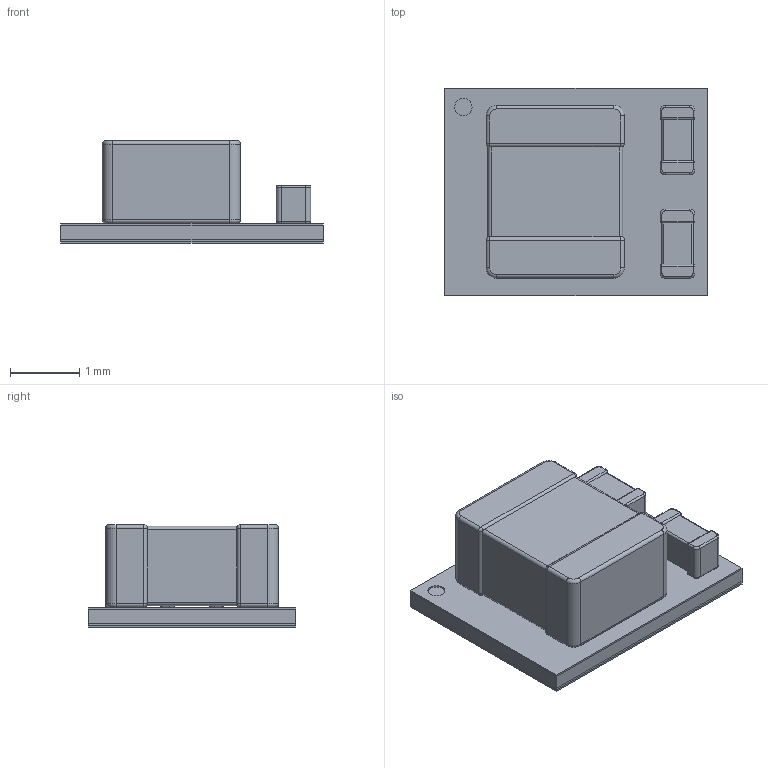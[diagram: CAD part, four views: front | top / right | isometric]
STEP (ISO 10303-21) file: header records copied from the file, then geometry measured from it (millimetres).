
FILE_DESCRIPTION((''),'2;1');
FILE_NAME('SIL0010A_ASM','2016-01-08T',('a0412025'),(''),'PRO/ENGINEER BY PARAMETRIC TECHNOLOGY CORPORATION, 2011490','PRO/ENGINEER BY PARAMETRIC TECHNOLOGY CORPORATION, 2011490','');
FILE_SCHEMA(('AUTOMOTIVE_DESIGN_CC2 { 1 2 10303 214 -1 1 5 2 }'));
Length unit declared in the file: millimetre
Products named in the file (11): SOLDERMASK-BTM-SIL0010A; METAL-SIP; SUBSTRATE-SIP; SOLDERMASK-TOP; INDUCTOR-BODY; INDUCTOR-TERMNL; INDUCTOR_ASM; CAP-BODY; CAP-TERMNL; CAPACITOR_ASM; SIL0010A_ASM
Assembly tree (13 placements, depth 3):
  SIL0010A_ASM
    SOLDERMASK-BTM-SIL0010A
    METAL-SIP
    SUBSTRATE-SIP
    SOLDERMASK-TOP
    INDUCTOR_ASM
      INDUCTOR-BODY
      INDUCTOR-TERMNL  x2
    CAPACITOR_ASM  x2
      CAP-BODY
      CAP-TERMNL
Bounding box: 3.8 x 3 x 1.49 mm (x, y, z)
Volume: 9.8 mm3; surface area: 123.6 mm2
Topology: 13 solids, 13 shells, 258 faces, 576 edges, 344 vertices
Faces by surface type: plane 122, cylinder 88, sphere 24, torus 24
Entity records: 5564 total; most frequent: DIRECTION 772, CARTESIAN_POINT 734, ORIENTED_EDGE 688, PRESENTATION_STYLE_ASSIGNMENT 352, STYLED_ITEM 352, CURVE_STYLE 344, EDGE_CURVE 344, VECTOR 264
